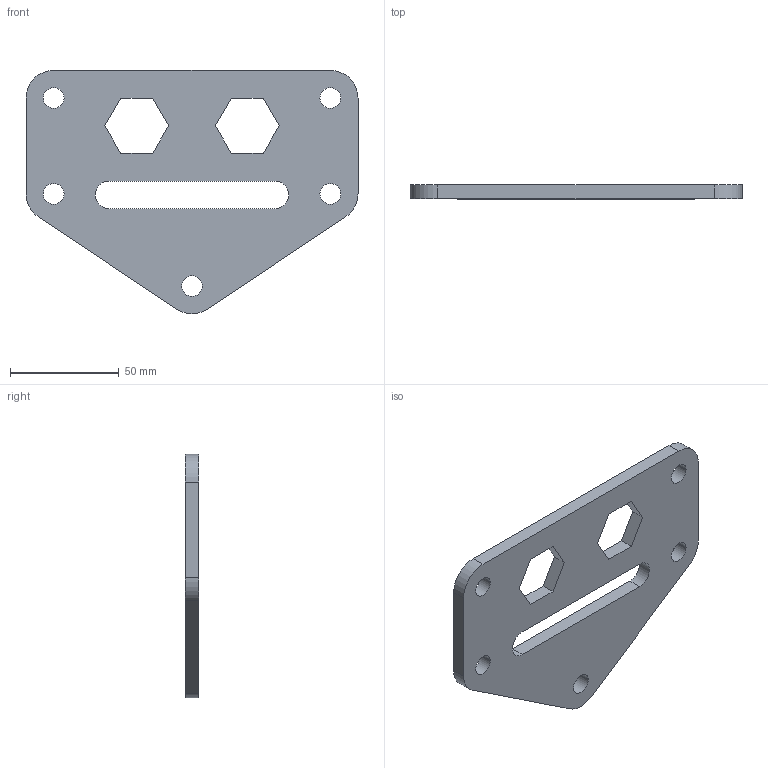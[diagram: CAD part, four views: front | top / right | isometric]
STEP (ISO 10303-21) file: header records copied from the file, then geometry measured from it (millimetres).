
FILE_DESCRIPTION(('CAD Model'),'2;1');
FILE_NAME('Open CASCADE Shape Model','2021-11-24T19:17:35',('Author'),( ''),'Open CASCADE STEP processor 7.5','CAD','Charan');
FILE_SCHEMA(('AUTOMOTIVE_DESIGN { 1 0 10303 214 1 1 1 1 }'));
Length unit declared in the file: millimetre
Products named in the file (1): Carbon fibre gasket
Bounding box: 152.4 x 6.35 x 111.69 mm (x, y, z)
Volume: 69114.5 mm3; surface area: 27898.2 mm2
Topology: 1 solids, 1 shells, 39 faces, 111 edges, 74 vertices
Faces by surface type: plane 21, cylinder 18
Entity records: 2886 total; most frequent: CARTESIAN_POINT 663, DIRECTION 413, LINE 261, VECTOR 261, ORIENTED_EDGE 222, PCURVE 222, DEFINITIONAL_REPRESENTATION 222, EDGE_CURVE 111
